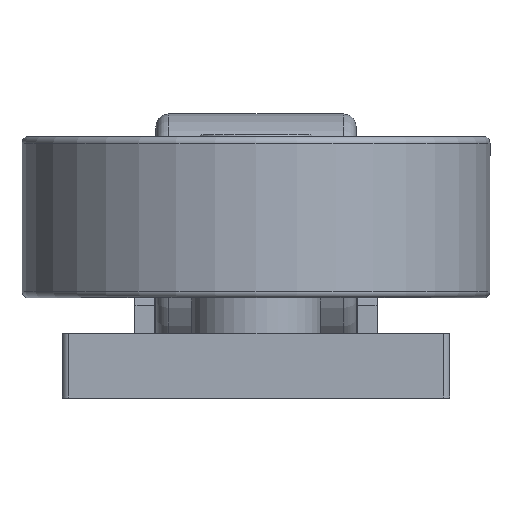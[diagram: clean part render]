
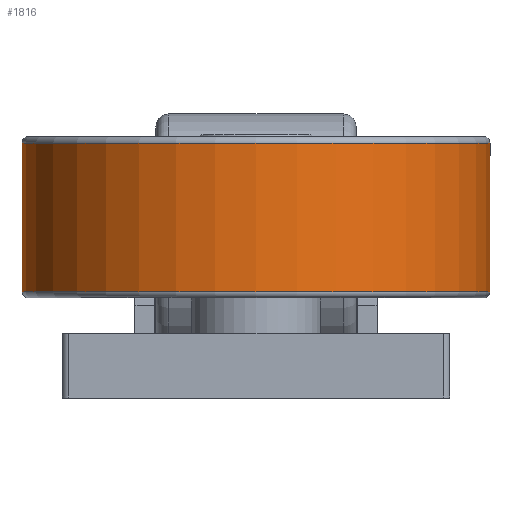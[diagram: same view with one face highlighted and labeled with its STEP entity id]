
A CAD part, left-side view. The second image highlights one B-rep face of the part: STEP entity #1816.
In plain terms, the highlighted cylindrical face has radius 72.5 mm (diameter 145 mm), a full revolution.
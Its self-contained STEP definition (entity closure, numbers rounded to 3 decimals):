
#83=LINE('',#2983,#222);
#222=VECTOR('',#2418,72.5);
#317=CYLINDRICAL_SURFACE('',#2005,72.5);
#419=FACE_OUTER_BOUND('',#527,.T.);
#527=EDGE_LOOP('',(#1442,#1443,#1444,#1445,#1446,#1447,#1448,#1449));
#659=CIRCLE('',#2002,72.5);
#660=CIRCLE('',#2003,72.5);
#661=CIRCLE('',#2004,72.5);
#662=CIRCLE('',#2006,72.5);
#663=CIRCLE('',#2007,72.5);
#664=CIRCLE('',#2008,72.5);
#812=VERTEX_POINT('',#2974);
#813=VERTEX_POINT('',#2976);
#814=VERTEX_POINT('',#2978);
#815=VERTEX_POINT('',#2982);
#816=VERTEX_POINT('',#2984);
#817=VERTEX_POINT('',#2986);
#1040=EDGE_CURVE('',#812,#813,#659,.T.);
#1041=EDGE_CURVE('',#813,#814,#660,.T.);
#1042=EDGE_CURVE('',#814,#812,#661,.T.);
#1043=EDGE_CURVE('',#813,#815,#83,.T.);
#1044=EDGE_CURVE('',#816,#815,#662,.T.);
#1045=EDGE_CURVE('',#817,#816,#663,.T.);
#1046=EDGE_CURVE('',#815,#817,#664,.T.);
#1442=ORIENTED_EDGE('',*,*,#1042,.F.);
#1443=ORIENTED_EDGE('',*,*,#1041,.F.);
#1444=ORIENTED_EDGE('',*,*,#1043,.T.);
#1445=ORIENTED_EDGE('',*,*,#1044,.F.);
#1446=ORIENTED_EDGE('',*,*,#1045,.F.);
#1447=ORIENTED_EDGE('',*,*,#1046,.F.);
#1448=ORIENTED_EDGE('',*,*,#1043,.F.);
#1449=ORIENTED_EDGE('',*,*,#1040,.F.);
#1816=ADVANCED_FACE('',(#419),#317,.T.);
#2002=AXIS2_PLACEMENT_3D('',#2977,#2410,#2411);
#2003=AXIS2_PLACEMENT_3D('',#2979,#2412,#2413);
#2004=AXIS2_PLACEMENT_3D('',#2980,#2414,#2415);
#2005=AXIS2_PLACEMENT_3D('',#2981,#2416,#2417);
#2006=AXIS2_PLACEMENT_3D('',#2985,#2419,#2420);
#2007=AXIS2_PLACEMENT_3D('',#2987,#2421,#2422);
#2008=AXIS2_PLACEMENT_3D('',#2988,#2423,#2424);
#2410=DIRECTION('center_axis',(0.,0.,
1.));
#2411=DIRECTION('ref_axis',(0.,1.,0.));
#2412=DIRECTION('center_axis',(0.,0.,
1.));
#2413=DIRECTION('ref_axis',(0.,1.,0.));
#2414=DIRECTION('center_axis',(0.,0.,
1.));
#2415=DIRECTION('ref_axis',(0.,1.,0.));
#2416=DIRECTION('center_axis',(0.,0.,
1.));
#2417=DIRECTION('ref_axis',(0.,-1.,0.));
#2418=DIRECTION('',(0.,0.,-1.));
#2419=DIRECTION('center_axis',(0.,0.,
-1.));
#2420=DIRECTION('ref_axis',(0.,1.,0.));
#2421=DIRECTION('center_axis',(0.,0.,
-1.));
#2422=DIRECTION('ref_axis',(0.,1.,0.));
#2423=DIRECTION('center_axis',(0.,0.,
-1.));
#2424=DIRECTION('ref_axis',(0.,1.,0.));
#2974=CARTESIAN_POINT('',(13.163,5.839,38.2));
#2976=CARTESIAN_POINT('',(-59.337,78.339,38.2));
#2977=CARTESIAN_POINT('Origin',(-59.337,5.839,38.2));
#2978=CARTESIAN_POINT('',(-59.337,-66.661,38.2));
#2979=CARTESIAN_POINT('Origin',(-59.337,5.839,38.2));
#2980=CARTESIAN_POINT('Origin',(-59.337,5.839,38.2));
#2981=CARTESIAN_POINT('Origin',(-59.337,5.839,15.2));
#2982=CARTESIAN_POINT('',(-59.337,78.339,-7.8));
#2983=CARTESIAN_POINT('',(-59.337,78.339,15.2));
#2984=CARTESIAN_POINT('',(-59.337,-66.661,-7.8));
#2985=CARTESIAN_POINT('Origin',(-59.337,5.839,-7.8));
#2986=CARTESIAN_POINT('',(13.163,5.839,-7.8));
#2987=CARTESIAN_POINT('Origin',(-59.337,5.839,-7.8));
#2988=CARTESIAN_POINT('Origin',(-59.337,5.839,-7.8));
